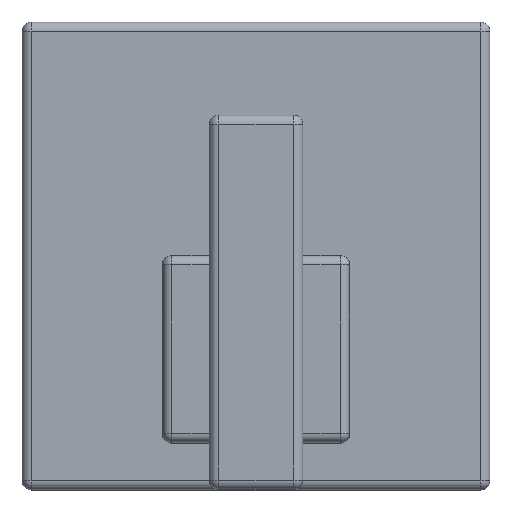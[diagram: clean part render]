
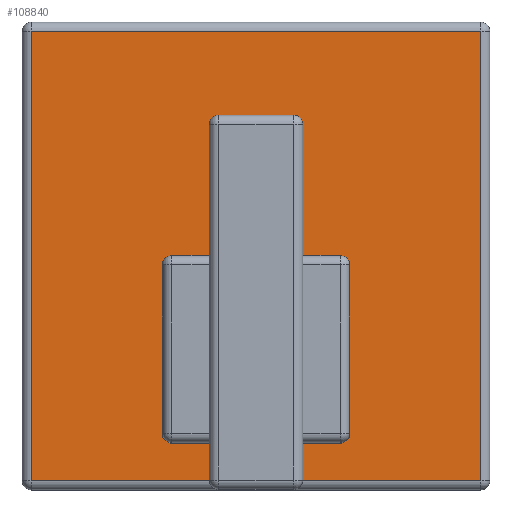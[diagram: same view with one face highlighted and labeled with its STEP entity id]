
A CAD part, top view. The second image highlights one B-rep face of the part: STEP entity #108840.
In plain terms, the highlighted planar face has unit normal (0, 0, 1).
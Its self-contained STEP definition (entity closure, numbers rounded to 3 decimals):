
#108110=CARTESIAN_POINT('',(0.,0.,3.));
#108120=DIRECTION('',(0.,0.,1.));
#108130=DIRECTION('',(1.,0.,0.));
#108140=AXIS2_PLACEMENT_3D('',#108110,#108120,#108130);
#108150=PLANE('',#108140);
#108160=CARTESIAN_POINT('',(0.,-8.4,3.));
#108170=DIRECTION('',(1.,0.,0.));
#108180=VECTOR('',#108170,1.);
#108190=LINE('',#108160,#108180);
#108200=CARTESIAN_POINT('',(-8.4,-8.4,3.));
#108210=VERTEX_POINT('',#108200);
#108220=CARTESIAN_POINT('',(8.4,-8.4,3.));
#108230=VERTEX_POINT('',#108220);
#108240=EDGE_CURVE('',#108210,#108230,#108190,.T.);
#108250=ORIENTED_EDGE('',*,*,#108240,.F.);
#108260=CARTESIAN_POINT('',(8.4,0.,3.));
#108270=DIRECTION('',(0.,1.,0.));
#108280=VECTOR('',#108270,1.);
#108290=LINE('',#108260,#108280);
#108300=CARTESIAN_POINT('',(8.4,-1.6,3.));
#108310=VERTEX_POINT('',#108300);
#108320=EDGE_CURVE('',#108230,#108310,#108290,.T.);
#108330=ORIENTED_EDGE('',*,*,#108320,.F.);
#108340=CARTESIAN_POINT('',(0.,-1.6,3.));
#108350=DIRECTION('',(-1.,0.,0.));
#108360=VECTOR('',#108350,1.);
#108370=LINE('',#108340,#108360);
#108380=CARTESIAN_POINT('',(-8.4,-1.6,3.));
#108390=VERTEX_POINT('',#108380);
#108400=EDGE_CURVE('',#108310,#108390,#108370,.T.);
#108410=ORIENTED_EDGE('',*,*,#108400,.F.);
#108420=CARTESIAN_POINT('',(-8.4,0.,3.));
#108430=DIRECTION('',(0.,-1.,0.));
#108440=VECTOR('',#108430,1.);
#108450=LINE('',#108420,#108440);
#108460=EDGE_CURVE('',#108390,#108210,#108450,.T.);
#108470=ORIENTED_EDGE('',*,*,#108460,.F.);
#108480=EDGE_LOOP('',(#108470,#108410,#108330,#108250));
#108490=FACE_BOUND('',#108480,.T.);
#108500=CARTESIAN_POINT('',(24.,0.,3.));
#108510=DIRECTION('',(0.,-1.,0.));
#108520=VECTOR('',#108510,1.);
#108530=LINE('',#108500,#108520);
#108540=CARTESIAN_POINT('',(24.,24.,3.));
#108550=VERTEX_POINT('',#108540);
#108560=CARTESIAN_POINT('',(24.,-24.,3.));
#108570=VERTEX_POINT('',#108560);
#108580=EDGE_CURVE('',#108550,#108570,#108530,.T.);
#108590=ORIENTED_EDGE('',*,*,#108580,.F.);
#108600=CARTESIAN_POINT('',(0.,-24.,3.));
#108610=DIRECTION('',(1.,0.,0.));
#108620=VECTOR('',#108610,1.);
#108630=LINE('',#108600,#108620);
#108640=CARTESIAN_POINT('',(-24.,-24.,3.));
#108650=VERTEX_POINT('',#108640);
#108660=EDGE_CURVE('',#108650,#108570,#108630,.T.);
#108670=ORIENTED_EDGE('',*,*,#108660,.T.);
#108680=CARTESIAN_POINT('',(-24.,0.,3.));
#108690=DIRECTION('',(0.,1.,0.));
#108700=VECTOR('',#108690,1.);
#108710=LINE('',#108680,#108700);
#108720=CARTESIAN_POINT('',(-24.,24.,3.));
#108730=VERTEX_POINT('',#108720);
#108740=EDGE_CURVE('',#108650,#108730,#108710,.T.);
#108750=ORIENTED_EDGE('',*,*,#108740,.F.);
#108760=CARTESIAN_POINT('',(0.,24.,3.));
#108770=DIRECTION('',(1.,0.,0.));
#108780=VECTOR('',#108770,1.);
#108790=LINE('',#108760,#108780);
#108800=EDGE_CURVE('',#108730,#108550,#108790,.T.);
#108810=ORIENTED_EDGE('',*,*,#108800,.F.);
#108820=EDGE_LOOP('',(#108810,#108750,#108670,#108590));
#108830=FACE_OUTER_BOUND('',#108820,.T.);
#108840=ADVANCED_FACE('',(#108490,#108830),#108150,.T.);
